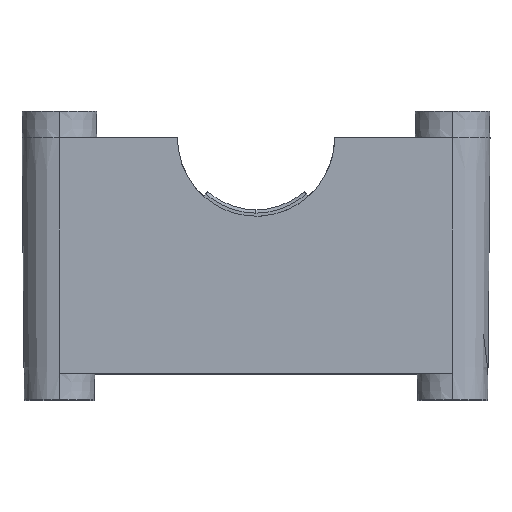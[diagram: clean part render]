
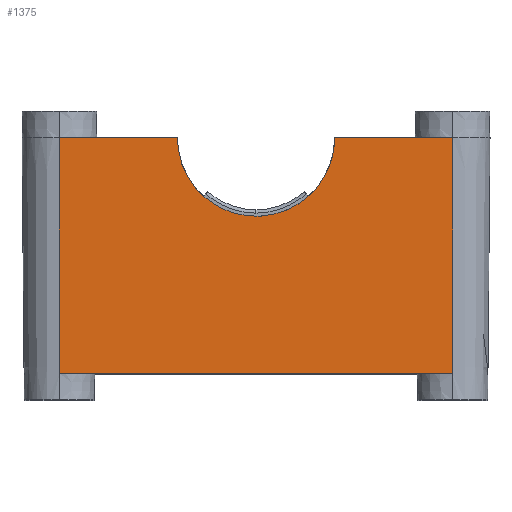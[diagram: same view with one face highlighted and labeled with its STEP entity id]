
A CAD part, top view. The second image highlights one B-rep face of the part: STEP entity #1375.
In plain terms, the highlighted planar face has unit normal (0, -0.009, 1).
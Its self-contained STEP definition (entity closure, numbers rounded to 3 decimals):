
#5 = VECTOR ( 'NONE', #543, 1000. ) ;
#190 = CARTESIAN_POINT ( 'NONE',  ( -15., 0., 17.7 ) ) ;
#204 = DIRECTION ( 'NONE',  ( 0., -1., -0.009 ) ) ;
#351 = DIRECTION ( 'NONE',  ( 1., 0., 0. ) ) ;
#390 = CARTESIAN_POINT ( 'NONE',  ( -15., 18., 17.857 ) ) ;
#412 = CARTESIAN_POINT ( 'NONE',  ( 15., 0., 17.7 ) ) ;
#507 = DIRECTION ( 'NONE',  ( 1., 0., 0. ) ) ;
#543 = DIRECTION ( 'NONE',  ( 0., -1., -0.009 ) ) ;
#600 = FACE_OUTER_BOUND ( 'NONE', #4379, .T. ) ;
#616 = CARTESIAN_POINT ( 'NONE',  ( -15., 18., 17.857 ) ) ;
#846 = LINE ( 'NONE', #390, #1708 ) ;
#908 = LINE ( 'NONE', #190, #2769 ) ;
#1015 = CARTESIAN_POINT ( 'NONE',  ( -15., 0., 17.7 ) ) ;
#1091 = DIRECTION ( 'NONE',  ( 1., 0., 0. ) ) ;
#1375 = ADVANCED_FACE ( 'NONE', ( #600 ), #4511, .T. ) ;
#1708 = VECTOR ( 'NONE', #351, 1000. ) ;
#1739 = CARTESIAN_POINT ( 'NONE',  ( 15., 18., 17.857 ) ) ;
#1833 = CARTESIAN_POINT ( 'NONE',  ( 15., 0., 17.7 ) ) ;
#1876 = VECTOR ( 'NONE', #507, 1000. ) ;
#1902 = VERTEX_POINT ( 'NONE', #1739 ) ;
#1981 = LINE ( 'NONE', #412, #5 ) ;
#1982 = ORIENTED_EDGE ( 'NONE', *, *, #3501, .F. ) ;
#2090 = LINE ( 'NONE', #616, #1876 ) ;
#2193 = EDGE_CURVE ( 'NONE', #1902, #4229, #1981, .T. ) ;
#2226 = EDGE_CURVE ( 'NONE', #3873, #3859, #908, .T. ) ;
#2353 = ORIENTED_EDGE ( 'NONE', *, *, #3183, .F. ) ;
#2409 = ORIENTED_EDGE ( 'NONE', *, *, #2226, .T. ) ;
#2522 = CARTESIAN_POINT ( 'NONE',  ( 6., 18., 17.857 ) ) ;
#2537 = ORIENTED_EDGE ( 'NONE', *, *, #3699, .T. ) ;
#2542 = CARTESIAN_POINT ( 'NONE',  ( 6., 6., 17.752 ) ) ;
#2604 = ORIENTED_EDGE ( 'NONE', *, *, #2193, .F. ) ;
#2629 = VERTEX_POINT ( 'NONE', #4055 ) ;
#2717 = ORIENTED_EDGE ( 'NONE', *, *, #3435, .F. ) ;
#2769 = VECTOR ( 'NONE', #204, 1000. ) ;
#2900 = CARTESIAN_POINT ( 'NONE',  ( -6., 18., 17.857 ) ) ;
#2925 = CARTESIAN_POINT ( 'NONE',  ( -6., 6., 17.752 ) ) ;
#3183 = EDGE_CURVE ( 'NONE', #3873, #2629, #846, .T. ) ;
#3224 = CARTESIAN_POINT ( 'NONE',  ( 6., 18., 17.857 ) ) ;
#3397 = AXIS2_PLACEMENT_3D ( 'NONE', #4516, #4479, #4474 ) ;
#3435 = EDGE_CURVE ( 'NONE', #4538, #1902, #2090, .T. ) ;
#3501 = EDGE_CURVE ( 'NONE', #2629, #4538, #4133, .T. ) ;
#3699 = EDGE_CURVE ( 'NONE', #3859, #4229, #4286, .T. ) ;
#3859 = VERTEX_POINT ( 'NONE', #1015 ) ;
#3873 = VERTEX_POINT ( 'NONE', #4248 ) ;
#3921 = CARTESIAN_POINT ( 'NONE',  ( 15., 0., 17.7 ) ) ;
#4055 = CARTESIAN_POINT ( 'NONE',  ( -6., 18., 17.857 ) ) ;
#4133 =( BOUNDED_CURVE ( )  B_SPLINE_CURVE ( 3, ( #2900, #2925, #2542, #2522 ),
 .UNSPECIFIED., .F., .F. ) 
 B_SPLINE_CURVE_WITH_KNOTS ( ( 4, 4 ),
 ( 4.712, 7.854 ),
 .UNSPECIFIED. ) 
 CURVE ( )  GEOMETRIC_REPRESENTATION_ITEM ( )  RATIONAL_B_SPLINE_CURVE ( ( 1., 0.333, 0.333, 1. ) ) 
 REPRESENTATION_ITEM ( '' )  );
#4185 = VECTOR ( 'NONE', #1091, 1000. ) ;
#4229 = VERTEX_POINT ( 'NONE', #3921 ) ;
#4248 = CARTESIAN_POINT ( 'NONE',  ( -15., 18., 17.857 ) ) ;
#4286 = LINE ( 'NONE', #1833, #4185 ) ;
#4379 = EDGE_LOOP ( 'NONE', ( #1982, #2353, #2409, #2537, #2604, #2717 ) ) ;
#4474 = DIRECTION ( 'NONE',  ( 0., -1., -0.009 ) ) ;
#4479 = DIRECTION ( 'NONE',  ( 0., -0.009, 1. ) ) ;
#4511 = PLANE ( 'NONE',  #3397 ) ;
#4516 = CARTESIAN_POINT ( 'NONE',  ( 15., 0., 17.7 ) ) ;
#4538 = VERTEX_POINT ( 'NONE', #3224 ) ;
